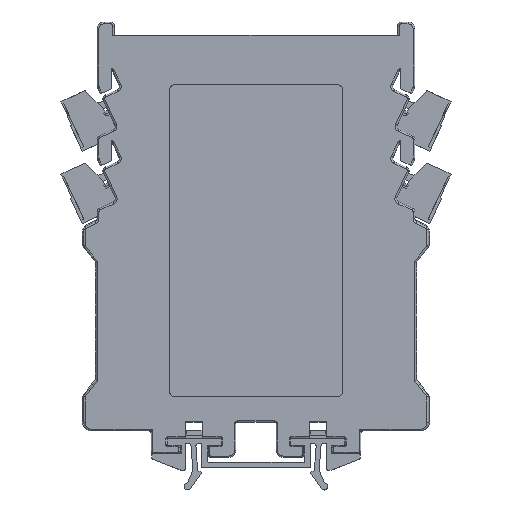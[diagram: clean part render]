
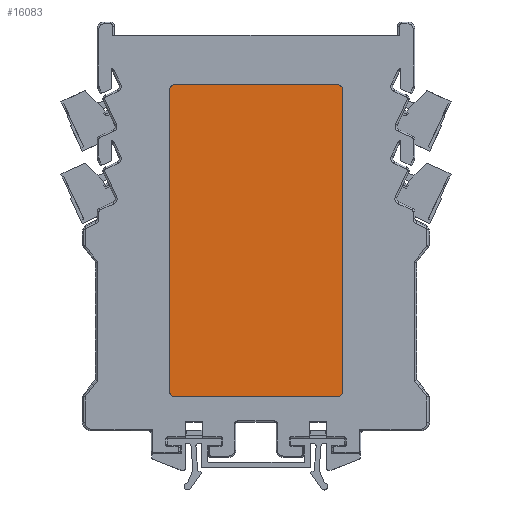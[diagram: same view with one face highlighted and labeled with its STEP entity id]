
A CAD part, top view. The second image highlights one B-rep face of the part: STEP entity #16083.
In plain terms, the highlighted face is planar.
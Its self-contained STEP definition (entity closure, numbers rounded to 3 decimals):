
#173 = VERTEX_POINT ( 'NONE', #8158 ) ;
#963 = CARTESIAN_POINT ( 'NONE',  ( -23.468, -112.945, 0.158 ) ) ;
#1312 = ORIENTED_EDGE ( 'NONE', *, *, #7688, .F. ) ;
#1620 = CARTESIAN_POINT ( 'NONE',  ( 24.951, -26.186, 0.158 ) ) ;
#2149 = DIRECTION ( 'NONE',  ( 1., 0., 0. ) ) ;
#3099 = DIRECTION ( 'NONE',  ( 0., 0., 1. ) ) ;
#3198 = DIRECTION ( 'NONE',  ( 0., 0., -1. ) ) ;
#4922 = ORIENTED_EDGE ( 'NONE', *, *, #28470, .T. ) ;
#5613 = CIRCLE ( 'NONE', #22145, 1.482 ) ;
#6141 = EDGE_CURVE ( 'NONE', #12981, #30154, #27411, .T. ) ;
#6829 = CARTESIAN_POINT ( 'NONE',  ( 23.468, -26.186, 0.158 ) ) ;
#7405 = CARTESIAN_POINT ( 'NONE',  ( -24.951, -112.945, 0.158 ) ) ;
#7688 = EDGE_CURVE ( 'NONE', #8846, #21406, #15457, .T. ) ;
#7892 = VECTOR ( 'NONE', #32130, 1000. ) ;
#7944 = VERTEX_POINT ( 'NONE', #20718 ) ;
#8158 = CARTESIAN_POINT ( 'NONE',  ( -23.468, -24.704, 0.158 ) ) ;
#8496 = VECTOR ( 'NONE', #19238, 1000. ) ;
#8846 = VERTEX_POINT ( 'NONE', #17045 ) ;
#8909 = CARTESIAN_POINT ( 'NONE',  ( 24.951, -114.427, 0.158 ) ) ;
#10462 = DIRECTION ( 'NONE',  ( -1., 0., 0. ) ) ;
#10639 = DIRECTION ( 'NONE',  ( 0., 0., -1. ) ) ;
#10977 = CARTESIAN_POINT ( 'NONE',  ( 23.468, -114.427, 0.158 ) ) ;
#12530 = EDGE_CURVE ( 'NONE', #30154, #173, #25819, .T. ) ;
#12789 = DIRECTION ( 'NONE',  ( 0., 0., 1. ) ) ;
#12981 = VERTEX_POINT ( 'NONE', #7405 ) ;
#13083 = PLANE ( 'NONE',  #20244 ) ;
#13120 = LINE ( 'NONE', #8909, #39266 ) ;
#14211 = ORIENTED_EDGE ( 'NONE', *, *, #31451, .F. ) ;
#14649 = ORIENTED_EDGE ( 'NONE', *, *, #35877, .F. ) ;
#14974 = FACE_OUTER_BOUND ( 'NONE', #36142, .T. ) ;
#15457 = LINE ( 'NONE', #25822, #8496 ) ;
#16083 = ADVANCED_FACE ( 'NONE', ( #14974 ), #13083, .T. ) ;
#16560 = DIRECTION ( 'NONE',  ( 0., 1., 0. ) ) ;
#17045 = CARTESIAN_POINT ( 'NONE',  ( 24.951, -112.945, 0.158 ) ) ;
#18882 = VECTOR ( 'NONE', #16560, 1000. ) ;
#19118 = VERTEX_POINT ( 'NONE', #10977 ) ;
#19238 = DIRECTION ( 'NONE',  ( 0., 1., 0. ) ) ;
#20244 = AXIS2_PLACEMENT_3D ( 'NONE', #36385, #39795, #33251 ) ;
#20718 = CARTESIAN_POINT ( 'NONE',  ( -23.468, -114.427, 0.158 ) ) ;
#21406 = VERTEX_POINT ( 'NONE', #1620 ) ;
#21676 = EDGE_CURVE ( 'NONE', #21406, #38465, #38751, .T. ) ;
#22145 = AXIS2_PLACEMENT_3D ( 'NONE', #29638, #12789, #29342 ) ;
#22468 = AXIS2_PLACEMENT_3D ( 'NONE', #6829, #3099, #10462 ) ;
#22981 = AXIS2_PLACEMENT_3D ( 'NONE', #34986, #10639, #41675 ) ;
#24265 = CARTESIAN_POINT ( 'NONE',  ( -24.951, -26.186, 0.158 ) ) ;
#24336 = ORIENTED_EDGE ( 'NONE', *, *, #12530, .T. ) ;
#24354 = ORIENTED_EDGE ( 'NONE', *, *, #26724, .F. ) ;
#25013 = LINE ( 'NONE', #35719, #7892 ) ;
#25819 = CIRCLE ( 'NONE', #22981, 1.482 ) ;
#25822 = CARTESIAN_POINT ( 'NONE',  ( 24.951, -24.704, 0.158 ) ) ;
#26724 = EDGE_CURVE ( 'NONE', #38465, #173, #25013, .T. ) ;
#27411 = LINE ( 'NONE', #28795, #18882 ) ;
#28470 = EDGE_CURVE ( 'NONE', #7944, #12981, #35219, .T. ) ;
#28795 = CARTESIAN_POINT ( 'NONE',  ( -24.951, -24.704, 0.158 ) ) ;
#29342 = DIRECTION ( 'NONE',  ( -1., 0., 0. ) ) ;
#29638 = CARTESIAN_POINT ( 'NONE',  ( 23.468, -112.945, 0.158 ) ) ;
#30154 = VERTEX_POINT ( 'NONE', #24265 ) ;
#30671 = AXIS2_PLACEMENT_3D ( 'NONE', #963, #3198, #34310 ) ;
#31451 = EDGE_CURVE ( 'NONE', #19118, #8846, #5613, .T. ) ;
#32130 = DIRECTION ( 'NONE',  ( -1., 0., 0. ) ) ;
#32686 = CARTESIAN_POINT ( 'NONE',  ( 23.468, -24.704, 0.158 ) ) ;
#33251 = DIRECTION ( 'NONE',  ( -1., 0., 0. ) ) ;
#34310 = DIRECTION ( 'NONE',  ( 1., 0., 0. ) ) ;
#34986 = CARTESIAN_POINT ( 'NONE',  ( -23.468, -26.186, 0.158 ) ) ;
#35219 = CIRCLE ( 'NONE', #30671, 1.482 ) ;
#35719 = CARTESIAN_POINT ( 'NONE',  ( 24.951, -24.704, 0.158 ) ) ;
#35877 = EDGE_CURVE ( 'NONE', #7944, #19118, #13120, .T. ) ;
#36142 = EDGE_LOOP ( 'NONE', ( #14649, #4922, #43927, #24336, #24354, #36370, #1312, #14211 ) ) ;
#36370 = ORIENTED_EDGE ( 'NONE', *, *, #21676, .F. ) ;
#36385 = CARTESIAN_POINT ( 'NONE',  ( 0., 0., 0.158 ) ) ;
#38465 = VERTEX_POINT ( 'NONE', #32686 ) ;
#38751 = CIRCLE ( 'NONE', #22468, 1.482 ) ;
#39266 = VECTOR ( 'NONE', #2149, 1000. ) ;
#39795 = DIRECTION ( 'NONE',  ( 0., 0., -1. ) ) ;
#41675 = DIRECTION ( 'NONE',  ( 1., 0., 0. ) ) ;
#43927 = ORIENTED_EDGE ( 'NONE', *, *, #6141, .T. ) ;
